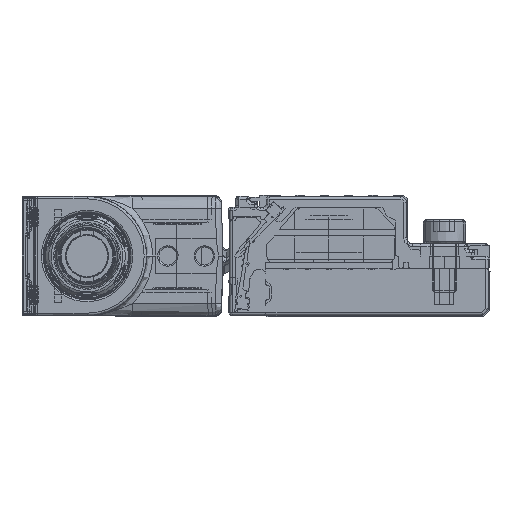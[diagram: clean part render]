
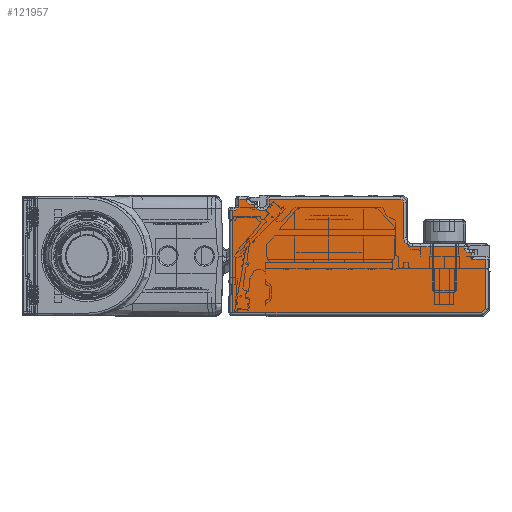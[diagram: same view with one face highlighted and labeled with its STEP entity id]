
A CAD part, left-side view. The second image highlights one B-rep face of the part: STEP entity #121957.
In plain terms, the highlighted planar face has unit normal (-1, 0, 0).
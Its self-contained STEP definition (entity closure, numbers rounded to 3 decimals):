
#121675=AXIS2_PLACEMENT_3D('Circle Axis2P3D',#121673,#121674,$) ;
#121814=AXIS2_PLACEMENT_3D('Plane Axis2P3D',#121811,#121812,#121813) ;
#121837=AXIS2_PLACEMENT_3D('Circle Axis2P3D',#121835,#121836,$) ;
#121851=AXIS2_PLACEMENT_3D('Circle Axis2P3D',#121849,#121850,$) ;
#121872=AXIS2_PLACEMENT_3D('Circle Axis2P3D',#121870,#121871,$) ;
#121886=AXIS2_PLACEMENT_3D('Circle Axis2P3D',#121884,#121885,$) ;
#121900=AXIS2_PLACEMENT_3D('Circle Axis2P3D',#121898,#121899,$) ;
#121921=AXIS2_PLACEMENT_3D('Circle Axis2P3D',#121919,#121920,$) ;
#118366=CARTESIAN_POINT('Vertex',(-1978.,42.3,-7.3)) ;
#118369=CARTESIAN_POINT('Line Origine',(-1978.,42.3,2.)) ;
#118373=CARTESIAN_POINT('Vertex',(-1978.,42.3,9.5)) ;
#118697=CARTESIAN_POINT('Vertex',(-1978.,1.407,-7.3)) ;
#118700=CARTESIAN_POINT('Line Origine',(-1978.,23.168,-7.3)) ;
#118737=CARTESIAN_POINT('Vertex',(-1978.,0.7,-6.593)) ;
#118740=CARTESIAN_POINT('Line Origine',(-1978.,-1.246,-4.646)) ;
#118777=CARTESIAN_POINT('Vertex',(-1978.,0.7,1.5)) ;
#118780=CARTESIAN_POINT('Line Origine',(-1978.,0.7,2.)) ;
#121590=CARTESIAN_POINT('Vertex',(-1978.,3.,2.5)) ;
#121646=CARTESIAN_POINT('Vertex',(-1978.,3.4,2.5)) ;
#121649=CARTESIAN_POINT('Line Origine',(-1978.,21.5,2.5)) ;
#121670=CARTESIAN_POINT('Vertex',(-1978.,4.2,3.3)) ;
#121673=CARTESIAN_POINT('Axis2P3D Location',(-1978.,3.4,3.3)) ;
#121796=CARTESIAN_POINT('Vertex',(-1978.,3.,1.5)) ;
#121799=CARTESIAN_POINT('Line Origine',(-1978.,21.5,1.5)) ;
#121811=CARTESIAN_POINT('Axis2P3D Location',(-1978.,0.2,-7.8)) ;
#121816=CARTESIAN_POINT('Line Origine',(-1978.,3.,2.)) ;
#121821=CARTESIAN_POINT('Line Origine',(-1978.,4.2,3.4)) ;
#121825=CARTESIAN_POINT('Vertex',(-1978.,4.2,3.5)) ;
#121828=CARTESIAN_POINT('Line Origine',(-1978.,8.45,3.5)) ;
#121832=CARTESIAN_POINT('Vertex',(-1978.,12.7,3.5)) ;
#121835=CARTESIAN_POINT('Axis2P3D Location',(-1978.,12.7,5.)) ;
#121839=CARTESIAN_POINT('Vertex',(-1978.,14.2,5.)) ;
#121842=CARTESIAN_POINT('Line Origine',(-1978.,14.2,7.9)) ;
#121846=CARTESIAN_POINT('Vertex',(-1978.,14.2,10.8)) ;
#121849=CARTESIAN_POINT('Axis2P3D Location',(-1978.,14.7,10.8)) ;
#121853=CARTESIAN_POINT('Vertex',(-1978.,14.7,11.3)) ;
#121856=CARTESIAN_POINT('Line Origine',(-1978.,25.5,11.3)) ;
#121860=CARTESIAN_POINT('Vertex',(-1978.,36.3,11.3)) ;
#121863=CARTESIAN_POINT('Line Origine',(-1978.,36.3,10.9)) ;
#121867=CARTESIAN_POINT('Vertex',(-1978.,36.3,10.5)) ;
#121870=CARTESIAN_POINT('Axis2P3D Location',(-1978.,37.3,10.5)) ;
#121874=CARTESIAN_POINT('Vertex',(-1978.,37.3,9.5)) ;
#121877=CARTESIAN_POINT('Line Origine',(-1978.,37.55,9.5)) ;
#121881=CARTESIAN_POINT('Vertex',(-1978.,37.8,9.5)) ;
#121884=CARTESIAN_POINT('Axis2P3D Location',(-1978.,37.8,10.5)) ;
#121888=CARTESIAN_POINT('Vertex',(-1978.,38.8,10.5)) ;
#121891=CARTESIAN_POINT('Line Origine',(-1978.,39.05,10.5)) ;
#121895=CARTESIAN_POINT('Vertex',(-1978.,39.3,10.5)) ;
#121898=CARTESIAN_POINT('Axis2P3D Location',(-1978.,39.3,11.3)) ;
#121902=CARTESIAN_POINT('Vertex',(-1978.,40.1,11.3)) ;
#121905=CARTESIAN_POINT('Line Origine',(-1978.,40.7,11.3)) ;
#121909=CARTESIAN_POINT('Vertex',(-1978.,41.3,11.3)) ;
#121912=CARTESIAN_POINT('Line Origine',(-1978.,41.3,10.8)) ;
#121916=CARTESIAN_POINT('Vertex',(-1978.,41.3,10.3)) ;
#121919=CARTESIAN_POINT('Axis2P3D Location',(-1978.,42.1,10.3)) ;
#121923=CARTESIAN_POINT('Vertex',(-1978.,42.1,9.5)) ;
#121926=CARTESIAN_POINT('Line Origine',(-1978.,42.2,9.5)) ;
#118370=DIRECTION('Vector Direction',(0.,0.,1.)) ;
#118701=DIRECTION('Vector Direction',(0.,1.,0.)) ;
#118741=DIRECTION('Vector Direction',(0.,0.707,-0.707)) ;
#118781=DIRECTION('Vector Direction',(0.,0.,-1.)) ;
#121650=DIRECTION('Vector Direction',(0.,-1.,0.)) ;
#121674=DIRECTION('Axis2P3D Direction',(1.,0.,0.)) ;
#121800=DIRECTION('Vector Direction',(0.,-1.,0.)) ;
#121812=DIRECTION('Axis2P3D Direction',(-1.,0.,0.)) ;
#121813=DIRECTION('Axis2P3D XDirection',(0.,0.,1.)) ;
#121817=DIRECTION('Vector Direction',(0.,0.,1.)) ;
#121822=DIRECTION('Vector Direction',(0.,0.,-1.)) ;
#121829=DIRECTION('Vector Direction',(0.,1.,0.)) ;
#121836=DIRECTION('Axis2P3D Direction',(-1.,0.,0.)) ;
#121843=DIRECTION('Vector Direction',(0.,0.,1.)) ;
#121850=DIRECTION('Axis2P3D Direction',(-1.,0.,0.)) ;
#121857=DIRECTION('Vector Direction',(0.,1.,0.)) ;
#121864=DIRECTION('Vector Direction',(0.,0.,-1.)) ;
#121871=DIRECTION('Axis2P3D Direction',(-1.,0.,0.)) ;
#121878=DIRECTION('Vector Direction',(0.,1.,0.)) ;
#121885=DIRECTION('Axis2P3D Direction',(-1.,0.,0.)) ;
#121892=DIRECTION('Vector Direction',(0.,-1.,0.)) ;
#121899=DIRECTION('Axis2P3D Direction',(-1.,0.,0.)) ;
#121906=DIRECTION('Vector Direction',(0.,1.,0.)) ;
#121913=DIRECTION('Vector Direction',(0.,0.,-1.)) ;
#121920=DIRECTION('Axis2P3D Direction',(-1.,0.,0.)) ;
#121927=DIRECTION('Vector Direction',(0.,1.,0.)) ;
#118371=VECTOR('Line Direction',#118370,1.) ;
#118702=VECTOR('Line Direction',#118701,1.) ;
#118742=VECTOR('Line Direction',#118741,1.) ;
#118782=VECTOR('Line Direction',#118781,1.) ;
#121651=VECTOR('Line Direction',#121650,1.) ;
#121801=VECTOR('Line Direction',#121800,1.) ;
#121818=VECTOR('Line Direction',#121817,1.) ;
#121823=VECTOR('Line Direction',#121822,1.) ;
#121830=VECTOR('Line Direction',#121829,1.) ;
#121844=VECTOR('Line Direction',#121843,1.) ;
#121858=VECTOR('Line Direction',#121857,1.) ;
#121865=VECTOR('Line Direction',#121864,1.) ;
#121879=VECTOR('Line Direction',#121878,1.) ;
#121893=VECTOR('Line Direction',#121892,1.) ;
#121907=VECTOR('Line Direction',#121906,1.) ;
#121914=VECTOR('Line Direction',#121913,1.) ;
#121928=VECTOR('Line Direction',#121927,1.) ;
#121932=ORIENTED_EDGE('',*,*,#121820,.T.) ;
#121933=ORIENTED_EDGE('',*,*,#121653,.T.) ;
#121934=ORIENTED_EDGE('',*,*,#121677,.T.) ;
#121935=ORIENTED_EDGE('',*,*,#121827,.T.) ;
#121936=ORIENTED_EDGE('',*,*,#121834,.T.) ;
#121937=ORIENTED_EDGE('',*,*,#121841,.T.) ;
#121938=ORIENTED_EDGE('',*,*,#121848,.T.) ;
#121939=ORIENTED_EDGE('',*,*,#121855,.T.) ;
#121940=ORIENTED_EDGE('',*,*,#121862,.T.) ;
#121941=ORIENTED_EDGE('',*,*,#121869,.T.) ;
#121942=ORIENTED_EDGE('',*,*,#121876,.T.) ;
#121943=ORIENTED_EDGE('',*,*,#121883,.T.) ;
#121944=ORIENTED_EDGE('',*,*,#121890,.T.) ;
#121945=ORIENTED_EDGE('',*,*,#121897,.T.) ;
#121946=ORIENTED_EDGE('',*,*,#121904,.T.) ;
#121947=ORIENTED_EDGE('',*,*,#121911,.T.) ;
#121948=ORIENTED_EDGE('',*,*,#121918,.T.) ;
#121949=ORIENTED_EDGE('',*,*,#121925,.T.) ;
#121950=ORIENTED_EDGE('',*,*,#121930,.T.) ;
#121951=ORIENTED_EDGE('',*,*,#118375,.T.) ;
#121952=ORIENTED_EDGE('',*,*,#118704,.T.) ;
#121953=ORIENTED_EDGE('',*,*,#118744,.T.) ;
#121954=ORIENTED_EDGE('',*,*,#118784,.T.) ;
#121955=ORIENTED_EDGE('',*,*,#121803,.T.) ;
#121957=ADVANCED_FACE('\X2\FF8AFF9FFF70FF82\X0\ \X2\FF8EFF9EFF83FF9EFF68FF70\X0\',(#121956),#121815,.T.) ;
#121676=CIRCLE('generated circle',#121675,0.8) ;
#121838=CIRCLE('generated circle',#121837,1.5) ;
#121852=CIRCLE('generated circle',#121851,0.5) ;
#121873=CIRCLE('generated circle',#121872,1.) ;
#121887=CIRCLE('generated circle',#121886,1.) ;
#121901=CIRCLE('generated circle',#121900,0.8) ;
#121922=CIRCLE('generated circle',#121921,0.8) ;
#118375=EDGE_CURVE('',#118374,#118367,#118372,.F.) ;
#118704=EDGE_CURVE('',#118367,#118698,#118703,.F.) ;
#118744=EDGE_CURVE('',#118698,#118738,#118743,.F.) ;
#118784=EDGE_CURVE('',#118738,#118778,#118783,.F.) ;
#121653=EDGE_CURVE('',#121591,#121647,#121652,.F.) ;
#121677=EDGE_CURVE('',#121647,#121671,#121676,.T.) ;
#121803=EDGE_CURVE('',#118778,#121797,#121802,.F.) ;
#121820=EDGE_CURVE('',#121797,#121591,#121819,.T.) ;
#121827=EDGE_CURVE('',#121671,#121826,#121824,.F.) ;
#121834=EDGE_CURVE('',#121826,#121833,#121831,.T.) ;
#121841=EDGE_CURVE('',#121833,#121840,#121838,.F.) ;
#121848=EDGE_CURVE('',#121840,#121847,#121845,.T.) ;
#121855=EDGE_CURVE('',#121847,#121854,#121852,.T.) ;
#121862=EDGE_CURVE('',#121854,#121861,#121859,.T.) ;
#121869=EDGE_CURVE('',#121861,#121868,#121866,.T.) ;
#121876=EDGE_CURVE('',#121868,#121875,#121873,.F.) ;
#121883=EDGE_CURVE('',#121875,#121882,#121880,.T.) ;
#121890=EDGE_CURVE('',#121882,#121889,#121887,.F.) ;
#121897=EDGE_CURVE('',#121889,#121896,#121894,.F.) ;
#121904=EDGE_CURVE('',#121896,#121903,#121901,.F.) ;
#121911=EDGE_CURVE('',#121903,#121910,#121908,.T.) ;
#121918=EDGE_CURVE('',#121910,#121917,#121915,.T.) ;
#121925=EDGE_CURVE('',#121917,#121924,#121922,.F.) ;
#121930=EDGE_CURVE('',#121924,#118374,#121929,.T.) ;
#121931=EDGE_LOOP('',(#121932,#121933,#121934,#121935,#121936,#121937,#121938,#121939,#121940,#121941,#121942,#121943,#121944,#121945,#121946,#121947,#121948,#121949,#121950,#121951,#121952,#121953,#121954,#121955)) ;
#121956=FACE_OUTER_BOUND('',#121931,.T.) ;
#118372=LINE('Line',#118369,#118371) ;
#118703=LINE('Line',#118700,#118702) ;
#118743=LINE('Line',#118740,#118742) ;
#118783=LINE('Line',#118780,#118782) ;
#121652=LINE('Line',#121649,#121651) ;
#121802=LINE('Line',#121799,#121801) ;
#121819=LINE('Line',#121816,#121818) ;
#121824=LINE('Line',#121821,#121823) ;
#121831=LINE('Line',#121828,#121830) ;
#121845=LINE('Line',#121842,#121844) ;
#121859=LINE('Line',#121856,#121858) ;
#121866=LINE('Line',#121863,#121865) ;
#121880=LINE('Line',#121877,#121879) ;
#121894=LINE('Line',#121891,#121893) ;
#121908=LINE('Line',#121905,#121907) ;
#121915=LINE('Line',#121912,#121914) ;
#121929=LINE('Line',#121926,#121928) ;
#121815=PLANE('',#121814) ;
#118367=VERTEX_POINT('',#118366) ;
#118374=VERTEX_POINT('',#118373) ;
#118698=VERTEX_POINT('',#118697) ;
#118738=VERTEX_POINT('',#118737) ;
#118778=VERTEX_POINT('',#118777) ;
#121591=VERTEX_POINT('',#121590) ;
#121647=VERTEX_POINT('',#121646) ;
#121671=VERTEX_POINT('',#121670) ;
#121797=VERTEX_POINT('',#121796) ;
#121826=VERTEX_POINT('',#121825) ;
#121833=VERTEX_POINT('',#121832) ;
#121840=VERTEX_POINT('',#121839) ;
#121847=VERTEX_POINT('',#121846) ;
#121854=VERTEX_POINT('',#121853) ;
#121861=VERTEX_POINT('',#121860) ;
#121868=VERTEX_POINT('',#121867) ;
#121875=VERTEX_POINT('',#121874) ;
#121882=VERTEX_POINT('',#121881) ;
#121889=VERTEX_POINT('',#121888) ;
#121896=VERTEX_POINT('',#121895) ;
#121903=VERTEX_POINT('',#121902) ;
#121910=VERTEX_POINT('',#121909) ;
#121917=VERTEX_POINT('',#121916) ;
#121924=VERTEX_POINT('',#121923) ;
